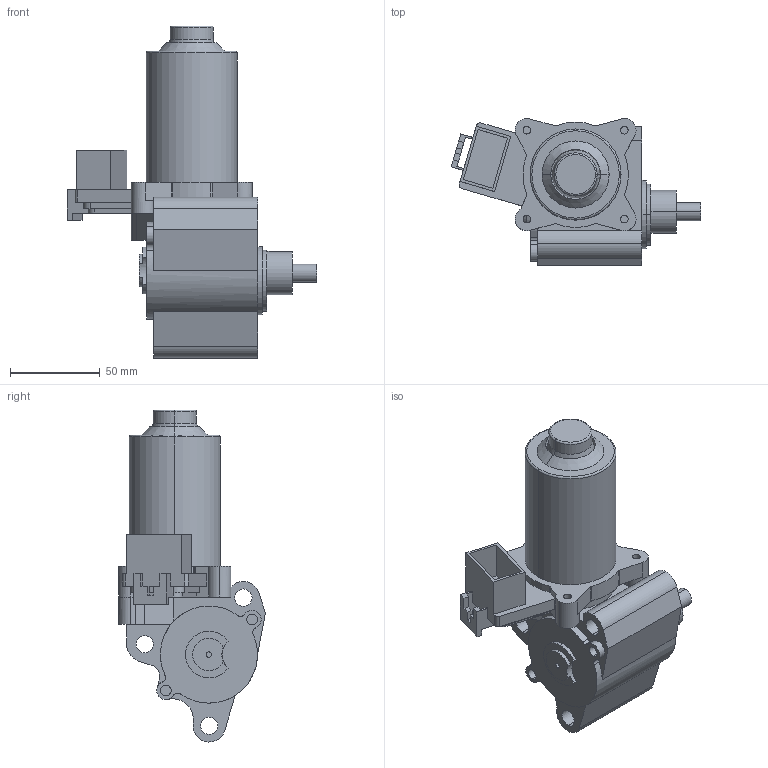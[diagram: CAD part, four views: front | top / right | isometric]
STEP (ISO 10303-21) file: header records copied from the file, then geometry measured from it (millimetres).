
FILE_DESCRIPTION (( 'STEP AP203' ), '1' );
FILE_NAME ('Motor.STEP', '2020-05-09T16:31:01', ( '' ), ( '' ), 'SwSTEP 2.0', 'SolidWorks 2017', '' );
FILE_SCHEMA (( 'CONFIG_CONTROL_DESIGN' ));
Length unit declared in the file: millimetre
Products named in the file (1): Motor
Bounding box: 138.8 x 81.6 x 184.62 mm (x, y, z)
Volume: 485215.3 mm3; surface area: 67536.6 mm2
Topology: 2 solids, 2 shells, 196 faces, 539 edges, 356 vertices
Faces by surface type: cylinder 92, plane 89, bspline 9, torus 4, cone 2
Entity records: 6444 total; most frequent: CARTESIAN_POINT 1200, DIRECTION 1108, ORIENTED_EDGE 1078, EDGE_CURVE 539, AXIS2_PLACEMENT_3D 398, VERTEX_POINT 356, LINE 312, VECTOR 312
